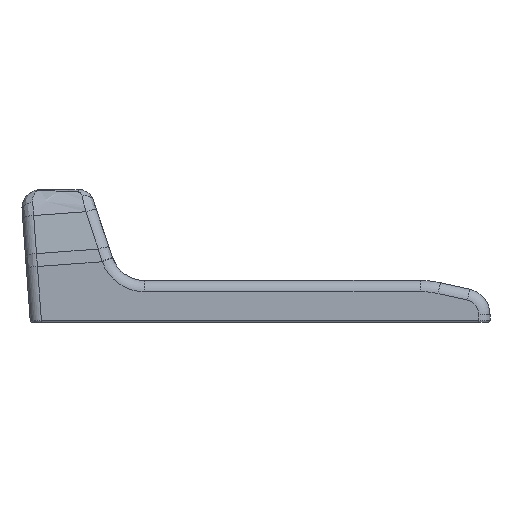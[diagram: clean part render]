
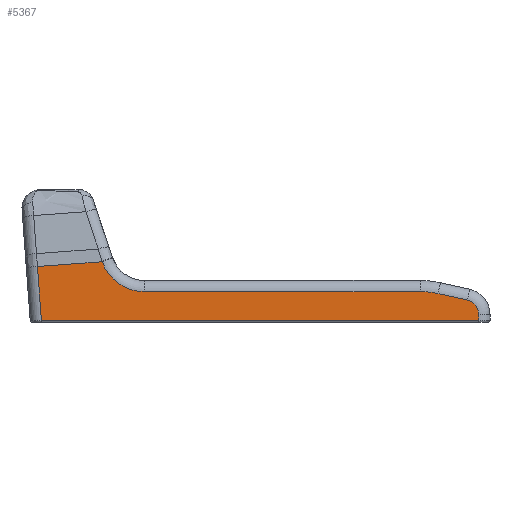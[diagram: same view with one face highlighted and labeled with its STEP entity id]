
A CAD part, left-side view. The second image highlights one B-rep face of the part: STEP entity #5367.
In plain terms, the highlighted planar face has unit normal (-1, 0, 0).
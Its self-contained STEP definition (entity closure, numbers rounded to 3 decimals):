
#389=PLANE('',#5827);
#678=FACE_OUTER_BOUND('',#988,.T.);
#988=EDGE_LOOP('',(#4923,#4924,#4925,#4926,#4927,#4928,#4929,#4930,#4931));
#1091=LINE('',#7707,#1646);
#1094=LINE('',#7767,#1649);
#1137=LINE('',#7972,#1692);
#1139=LINE('',#7982,#1694);
#1141=LINE('',#7994,#1696);
#1539=LINE('',#9602,#2094);
#1646=VECTOR('',#6131,10.);
#1649=VECTOR('',#6164,10.003);
#1692=VECTOR('',#6229,10.);
#1694=VECTOR('',#6241,10.);
#1696=VECTOR('',#6255,10.);
#2094=VECTOR('',#7221,10.);
#2188=CIRCLE('',#5535,4.);
#2192=CIRCLE('',#5541,22.);
#2196=CIRCLE('',#5547,12.);
#2368=VERTEX_POINT('',#7701);
#2369=VERTEX_POINT('',#7705);
#2374=VERTEX_POINT('',#7760);
#2376=VERTEX_POINT('',#7766);
#2429=VERTEX_POINT('',#7970);
#2430=VERTEX_POINT('',#7974);
#2432=VERTEX_POINT('',#7980);
#2434=VERTEX_POINT('',#7986);
#2436=VERTEX_POINT('',#7992);
#2900=EDGE_CURVE('',#2369,#2368,#1091,.T.);
#2911=EDGE_CURVE('',#2376,#2374,#1094,.T.);
#2974=EDGE_CURVE('',#2429,#2369,#1137,.T.);
#2976=EDGE_CURVE('',#2430,#2429,#2188,.T.);
#2979=EDGE_CURVE('',#2432,#2430,#1139,.T.);
#2982=EDGE_CURVE('',#2434,#2432,#2192,.T.);
#2985=EDGE_CURVE('',#2436,#2434,#1141,.T.);
#2988=EDGE_CURVE('',#2376,#2436,#2196,.T.);
#3505=EDGE_CURVE('',#2368,#2374,#1539,.T.);
#4923=ORIENTED_EDGE('',*,*,#2900,.F.);
#4924=ORIENTED_EDGE('',*,*,#2974,.F.);
#4925=ORIENTED_EDGE('',*,*,#2976,.F.);
#4926=ORIENTED_EDGE('',*,*,#2979,.F.);
#4927=ORIENTED_EDGE('',*,*,#2982,.F.);
#4928=ORIENTED_EDGE('',*,*,#2985,.F.);
#4929=ORIENTED_EDGE('',*,*,#2988,.F.);
#4930=ORIENTED_EDGE('',*,*,#2911,.T.);
#4931=ORIENTED_EDGE('',*,*,#3505,.F.);
#5367=ADVANCED_FACE('',(#678),#389,.T.);
#5535=AXIS2_PLACEMENT_3D('',#7976,#6234,#6235);
#5541=AXIS2_PLACEMENT_3D('',#7988,#6248,#6249);
#5547=AXIS2_PLACEMENT_3D('',#7999,#6262,#6263);
#5827=AXIS2_PLACEMENT_3D('',#9601,#7219,#7220);
#6131=DIRECTION('',(0.,1.,0.));
#6164=DIRECTION('',(0.,0.997,-0.073));
#6229=DIRECTION('',(0.,0.,-1.));
#6234=DIRECTION('center_axis',(1.,0.,0.));
#6235=DIRECTION('ref_axis',(0.,-0.78,0.626));
#6241=DIRECTION('',(0.,-0.976,-0.217));
#6248=DIRECTION('center_axis',(1.,0.,0.));
#6249=DIRECTION('ref_axis',(0.,-0.109,0.994));
#6255=DIRECTION('',(0.,-1.,0.));
#6262=DIRECTION('center_axis',(-1.,0.,0.));
#6263=DIRECTION('ref_axis',(0.,0.541,-0.841));
#7219=DIRECTION('center_axis',(-1.,0.,0.));
#7220=DIRECTION('ref_axis',(0.,-0.007,
1.));
#7221=DIRECTION('',(0.,0.074,0.997));
#7701=CARTESIAN_POINT('',(-9.,117.989,0.6));
#7705=CARTESIAN_POINT('',(-9.,0.473,0.6));
#7707=CARTESIAN_POINT('',(-9.,20.815,0.6));
#7760=CARTESIAN_POINT('',(-9.,119.057,15.099));
#7766=CARTESIAN_POINT('',(-9.,101.665,16.377));
#7767=CARTESIAN_POINT('',(-9.,-19.202,25.26));
#7970=CARTESIAN_POINT('',(-9.,0.473,2.176));
#7972=CARTESIAN_POINT('',(-9.,0.473,0.865));
#7974=CARTESIAN_POINT('',(-9.,3.605,6.081));
#7976=CARTESIAN_POINT('Origin',(-9.,4.473,2.176));
#7980=CARTESIAN_POINT('',(-9.,11.443,7.824));
#7982=CARTESIAN_POINT('',(-9.,-4.828,4.205));
#7986=CARTESIAN_POINT('',(-9.,16.22,8.349));
#7988=CARTESIAN_POINT('Origin',(-9.,16.22,-13.651));
#7992=CARTESIAN_POINT('',(-9.,90.341,8.349));
#7994=CARTESIAN_POINT('',(-9.,34.736,8.349));
#7999=CARTESIAN_POINT('Origin',(-9.,90.341,20.349));
#9601=CARTESIAN_POINT('Origin',(-9.,-20.869,-0.446));
#9602=CARTESIAN_POINT('',(-9.,117.268,-9.169));
